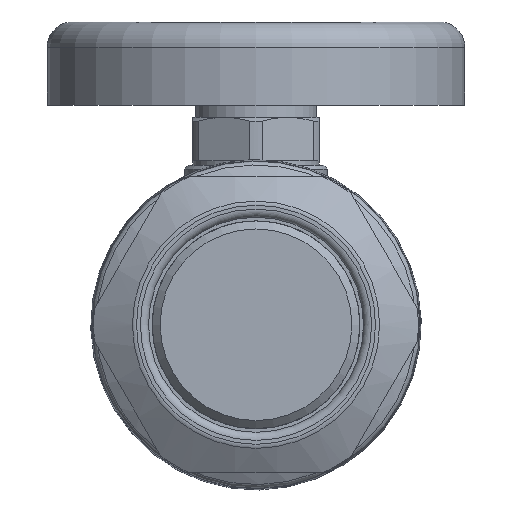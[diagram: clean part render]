
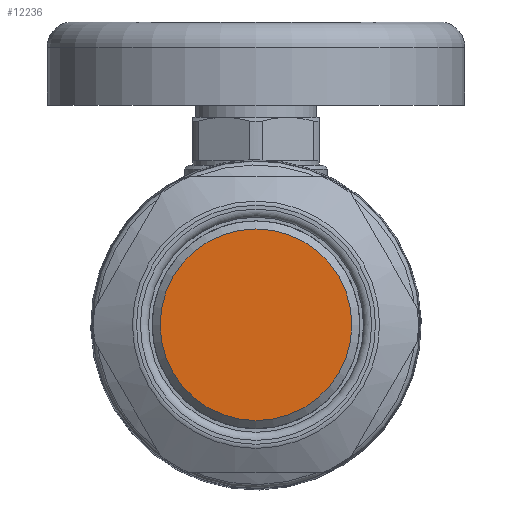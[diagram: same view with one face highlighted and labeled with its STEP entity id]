
A CAD part, front view. The second image highlights one B-rep face of the part: STEP entity #12236.
In plain terms, the highlighted planar face has unit normal (0, -1, 0).
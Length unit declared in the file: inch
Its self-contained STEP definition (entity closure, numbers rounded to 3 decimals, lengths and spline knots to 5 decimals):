
#1238=PLANE('',#13602);
#1968=FACE_OUTER_BOUND('',#2754,.T.);
#2754=EDGE_LOOP('',(#10345));
#4430=CIRCLE('',#13597,0.47244);
#5391=VERTEX_POINT('',#31983);
#7057=EDGE_CURVE('',#5391,#5391,#4430,.T.);
#10345=ORIENTED_EDGE('',*,*,#7057,.F.);
#12236=ADVANCED_FACE('',(#1968),#1238,.T.);
#13597=AXIS2_PLACEMENT_3D('',#31984,#16675,#16676);
#13602=AXIS2_PLACEMENT_3D('',#31994,#16687,#16688);
#16675=DIRECTION('center_axis',(0.,1.,0.));
#16676=DIRECTION('ref_axis',(-1.,0.,0.));
#16687=DIRECTION('center_axis',(0.,-1.,0.));
#16688=DIRECTION('ref_axis',(0.,0.,-1.));
#31983=CARTESIAN_POINT('',(0.47244,-3.2874,0.));
#31984=CARTESIAN_POINT('Origin',(0.,-3.2874,0.));
#31994=CARTESIAN_POINT('Origin',(0.,-3.2874,0.));
